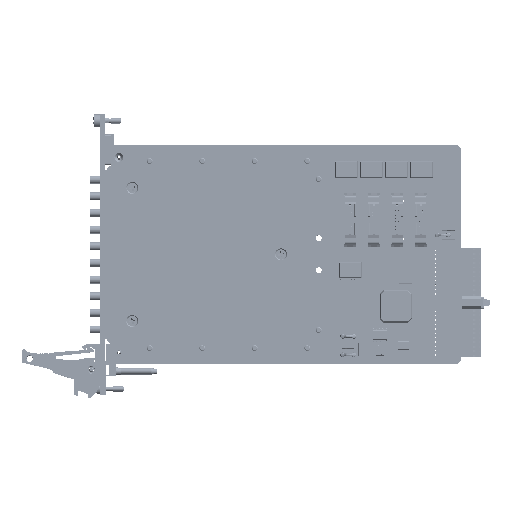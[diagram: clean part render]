
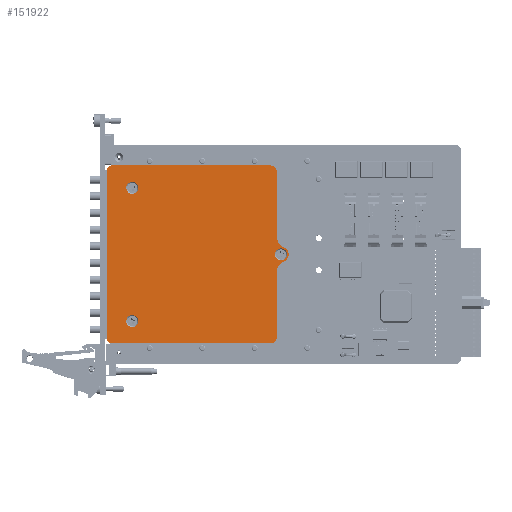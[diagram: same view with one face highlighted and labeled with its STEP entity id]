
A CAD part, top view. The second image highlights one B-rep face of the part: STEP entity #151922.
In plain terms, the highlighted planar face has unit normal (0, 0, 1).
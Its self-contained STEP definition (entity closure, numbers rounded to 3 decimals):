
#349 = VERTEX_POINT ( 'NONE', #103821 ) ;
#381 = VERTEX_POINT ( 'NONE', #103497 ) ;
#519 = VERTEX_POINT ( 'NONE', #27034 ) ;
#532 = VERTEX_POINT ( 'NONE', #26304 ) ;
#650 = VERTEX_POINT ( 'NONE', #26288 ) ;
#669 = VERTEX_POINT ( 'NONE', #26412 ) ;
#713 = VERTEX_POINT ( 'NONE', #26837 ) ;
#2501 = VERTEX_POINT ( 'NONE', #133848 ) ;
#2628 = VERTEX_POINT ( 'NONE', #149685 ) ;
#2679 = VERTEX_POINT ( 'NONE', #149574 ) ;
#2738 = VERTEX_POINT ( 'NONE', #149554 ) ;
#2766 = VERTEX_POINT ( 'NONE', #129094 ) ;
#26288 = CARTESIAN_POINT ( 'NONE',  ( 86.746, 47.056, 14.551 ) ) ;
#26304 = CARTESIAN_POINT ( 'NONE',  ( 83.605, 35.917, 14.551 ) ) ;
#26412 = CARTESIAN_POINT ( 'NONE',  ( 5.954, 82.507, 14.551 ) ) ;
#26837 = CARTESIAN_POINT ( 'NONE',  ( 80.605, 84.507, 14.551 ) ) ;
#27034 = CARTESIAN_POINT ( 'NONE',  ( 7.954, 84.507, 14.551 ) ) ;
#38738 = CARTESIAN_POINT ( 'NONE',  ( 88.194, 43.807, 14.551 ) ) ;
#38740 = CARTESIAN_POINT ( 'NONE',  ( 20.199, 74.245, 14.551 ) ) ;
#38742 = CARTESIAN_POINT ( 'NONE',  ( 20.199, 13.325, 14.551 ) ) ;
#59914 = ORIENTED_EDGE ( 'NONE', *, *, #113016, .F. ) ;
#59917 = ORIENTED_EDGE ( 'NONE', *, *, #113009, .F. ) ;
#59920 = ORIENTED_EDGE ( 'NONE', *, *, #113005, .F. ) ;
#59923 = ORIENTED_EDGE ( 'NONE', *, *, #112998, .T. ) ;
#59926 = ORIENTED_EDGE ( 'NONE', *, *, #112989, .T. ) ;
#59929 = ORIENTED_EDGE ( 'NONE', *, *, #113019, .F. ) ;
#59932 = ORIENTED_EDGE ( 'NONE', *, *, #112963, .F. ) ;
#59935 = ORIENTED_EDGE ( 'NONE', *, *, #112953, .F. ) ;
#59938 = ORIENTED_EDGE ( 'NONE', *, *, #112945, .F. ) ;
#59941 = ORIENTED_EDGE ( 'NONE', *, *, #112938, .F. ) ;
#59944 = ORIENTED_EDGE ( 'NONE', *, *, #113023, .T. ) ;
#59947 = ORIENTED_EDGE ( 'NONE', *, *, #112924, .T. ) ;
#59950 = ORIENTED_EDGE ( 'NONE', *, *, #112918, .T. ) ;
#59953 = ORIENTED_EDGE ( 'NONE', *, *, #113024, .T. ) ;
#59956 = ORIENTED_EDGE ( 'NONE', *, *, #112977, .T. ) ;
#62146 = CIRCLE ( 'NONE', #187163, 2. ) ;
#62150 = LINE ( 'NONE', #243262, #62155 ) ;
#62155 = VECTOR ( 'NONE', #243264, 1000. ) ;
#62165 = LINE ( 'NONE', #243267, #62174 ) ;
#62168 = CIRCLE ( 'NONE', #187168, 5. ) ;
#62174 = VECTOR ( 'NONE', #243277, 1000. ) ;
#62185 = CIRCLE ( 'NONE', #187176, 3.5 ) ;
#62193 = CIRCLE ( 'NONE', #187184, 5. ) ;
#62202 = CIRCLE ( 'NONE', #187197, 2. ) ;
#62215 = CIRCLE ( 'NONE', #187205, 3. ) ;
#62225 = LINE ( 'NONE', #243345, #62230 ) ;
#62230 = VECTOR ( 'NONE', #243348, 1000. ) ;
#62233 = LINE ( 'NONE', #243360, #62248 ) ;
#62235 = CIRCLE ( 'NONE', #187232, 3. ) ;
#62237 = CIRCLE ( 'NONE', #187212, 2.75 ) ;
#62241 = CIRCLE ( 'NONE', #187220, 2.75 ) ;
#62244 = CIRCLE ( 'NONE', #187229, 2.75 ) ;
#62248 = VECTOR ( 'NONE', #243381, 1000. ) ;
#62250 = LINE ( 'NONE', #243373, #62252 ) ;
#62252 = VECTOR ( 'NONE', #243383, 1000. ) ;
#103497 = CARTESIAN_POINT ( 'NONE',  ( 86.746, 40.558, 14.551 ) ) ;
#103821 = CARTESIAN_POINT ( 'NONE',  ( 83.605, 81.507, 14.551 ) ) ;
#112918 = EDGE_CURVE ( 'NONE', #519, #669, #62146, .T. ) ;
#112924 = EDGE_CURVE ( 'NONE', #713, #519, #62150, .T. ) ;
#112938 = EDGE_CURVE ( 'NONE', #349, #2501, #62165, .T. ) ;
#112945 = EDGE_CURVE ( 'NONE', #2501, #650, #62168, .T. ) ;
#112953 = EDGE_CURVE ( 'NONE', #650, #381, #62185, .T. ) ;
#112963 = EDGE_CURVE ( 'NONE', #381, #532, #62193, .T. ) ;
#112977 = EDGE_CURVE ( 'NONE', #2738, #2766, #62202, .T. ) ;
#112989 = EDGE_CURVE ( 'NONE', #2679, #2628, #62215, .T. ) ;
#112998 = EDGE_CURVE ( 'NONE', #2766, #2679, #62225, .T. ) ;
#113005 = EDGE_CURVE ( 'NONE', #221093, #221093, #62237, .T. ) ;
#113009 = EDGE_CURVE ( 'NONE', #221099, #221099, #62241, .T. ) ;
#113016 = EDGE_CURVE ( 'NONE', #221103, #221103, #62244, .T. ) ;
#113019 = EDGE_CURVE ( 'NONE', #532, #2628, #62233, .T. ) ;
#113023 = EDGE_CURVE ( 'NONE', #349, #713, #62235, .T. ) ;
#113024 = EDGE_CURVE ( 'NONE', #669, #2738, #62250, .T. ) ;
#129094 = CARTESIAN_POINT ( 'NONE',  ( 7.954, 3.107, 14.551 ) ) ;
#133848 = CARTESIAN_POINT ( 'NONE',  ( 83.605, 51.698, 14.551 ) ) ;
#147588 = EDGE_LOOP ( 'NONE', ( #59917 ) ) ;
#147590 = EDGE_LOOP ( 'NONE', ( #59914 ) ) ;
#147623 = EDGE_LOOP ( 'NONE', ( #59920 ) ) ;
#147630 = EDGE_LOOP ( 'NONE', ( #59923, #59926, #59929, #59932, #59935, #59938, #59941, #59944, #59947, #59950, #59953, #59956 ) ) ;
#147961 = PLANE ( 'NONE',  #153480 ) ;
#147978 = CARTESIAN_POINT ( 'NONE',  ( 7.954, 82.507, 14.551 ) ) ;
#147980 = DIRECTION ( 'NONE',  ( 0., 0., -1. ) ) ;
#147982 = DIRECTION ( 'NONE',  ( -1., 0., 0. ) ) ;
#149554 = CARTESIAN_POINT ( 'NONE',  ( 5.954, 5.107, 14.551 ) ) ;
#149574 = CARTESIAN_POINT ( 'NONE',  ( 80.605, 3.107, 14.551 ) ) ;
#149685 = CARTESIAN_POINT ( 'NONE',  ( 83.605, 6.107, 14.551 ) ) ;
#151922 = ADVANCED_FACE ( 'NONE', ( #152678, #152683, #152689, #152675 ), #147961, .F. ) ;
#152675 = FACE_OUTER_BOUND ( 'NONE', #147630, .T. ) ;
#152678 = FACE_BOUND ( 'NONE', #147590, .T. ) ;
#152683 = FACE_BOUND ( 'NONE', #147588, .T. ) ;
#152689 = FACE_BOUND ( 'NONE', #147623, .T. ) ;
#153480 = AXIS2_PLACEMENT_3D ( 'NONE', #147978, #147980, #147982 ) ;
#187163 = AXIS2_PLACEMENT_3D ( 'NONE', #243257, #243258, #243260 ) ;
#187168 = AXIS2_PLACEMENT_3D ( 'NONE', #243282, #243284, #243285 ) ;
#187176 = AXIS2_PLACEMENT_3D ( 'NONE', #243294, #243295, #243296 ) ;
#187184 = AXIS2_PLACEMENT_3D ( 'NONE', #243306, #243307, #243309 ) ;
#187197 = AXIS2_PLACEMENT_3D ( 'NONE', #243326, #243327, #243328 ) ;
#187205 = AXIS2_PLACEMENT_3D ( 'NONE', #243338, #243339, #243340 ) ;
#187212 = AXIS2_PLACEMENT_3D ( 'NONE', #243357, #243358, #243359 ) ;
#187220 = AXIS2_PLACEMENT_3D ( 'NONE', #243369, #243370, #243371 ) ;
#187229 = AXIS2_PLACEMENT_3D ( 'NONE', #243377, #243378, #243380 ) ;
#187232 = AXIS2_PLACEMENT_3D ( 'NONE', #243389, #243390, #243391 ) ;
#221093 = VERTEX_POINT ( 'NONE', #38738 ) ;
#221099 = VERTEX_POINT ( 'NONE', #38740 ) ;
#221103 = VERTEX_POINT ( 'NONE', #38742 ) ;
#243257 = CARTESIAN_POINT ( 'NONE',  ( 7.954, 82.507, 14.551 ) ) ;
#243258 = DIRECTION ( 'NONE',  ( 0., 0., 1. ) ) ;
#243260 = DIRECTION ( 'NONE',  ( -1., 0., 0. ) ) ;
#243262 = CARTESIAN_POINT ( 'NONE',  ( 98.654, 84.507, 14.551 ) ) ;
#243264 = DIRECTION ( 'NONE',  ( -1., 0., 0. ) ) ;
#243267 = CARTESIAN_POINT ( 'NONE',  ( 83.605, 84.507, 14.551 ) ) ;
#243277 = DIRECTION ( 'NONE',  ( 0., -1., 0. ) ) ;
#243282 = CARTESIAN_POINT ( 'NONE',  ( 88.605, 51.698, 14.551 ) ) ;
#243284 = DIRECTION ( 'NONE',  ( 0., 0., 1. ) ) ;
#243285 = DIRECTION ( 'NONE',  ( -1., 0., 0. ) ) ;
#243294 = CARTESIAN_POINT ( 'NONE',  ( 85.444, 43.807, 14.551 ) ) ;
#243295 = DIRECTION ( 'NONE',  ( 0., 0., -1. ) ) ;
#243296 = DIRECTION ( 'NONE',  ( 1., 0., 0. ) ) ;
#243306 = CARTESIAN_POINT ( 'NONE',  ( 88.605, 35.917, 14.551 ) ) ;
#243307 = DIRECTION ( 'NONE',  ( 0., 0., 1. ) ) ;
#243309 = DIRECTION ( 'NONE',  ( 1., 0., 0. ) ) ;
#243326 = CARTESIAN_POINT ( 'NONE',  ( 7.954, 5.107, 14.551 ) ) ;
#243327 = DIRECTION ( 'NONE',  ( 0., 0., 1. ) ) ;
#243328 = DIRECTION ( 'NONE',  ( 1., 0., 0. ) ) ;
#243338 = CARTESIAN_POINT ( 'NONE',  ( 80.605, 6.107, 14.551 ) ) ;
#243339 = DIRECTION ( 'NONE',  ( 0., 0., 1. ) ) ;
#243340 = DIRECTION ( 'NONE',  ( -1., 0., 0. ) ) ;
#243345 = CARTESIAN_POINT ( 'NONE',  ( 7.954, 3.107, 14.551 ) ) ;
#243348 = DIRECTION ( 'NONE',  ( 1., 0., 0. ) ) ;
#243357 = CARTESIAN_POINT ( 'NONE',  ( 85.444, 43.807, 14.551 ) ) ;
#243358 = DIRECTION ( 'NONE',  ( 0., 0., 1. ) ) ;
#243359 = DIRECTION ( 'NONE',  ( 1., 0., 0. ) ) ;
#243360 = CARTESIAN_POINT ( 'NONE',  ( 83.605, 35.917, 14.551 ) ) ;
#243369 = CARTESIAN_POINT ( 'NONE',  ( 17.449, 74.245, 14.551 ) ) ;
#243370 = DIRECTION ( 'NONE',  ( 0., 0., 1. ) ) ;
#243371 = DIRECTION ( 'NONE',  ( 1., 0., 0. ) ) ;
#243373 = CARTESIAN_POINT ( 'NONE',  ( 5.954, 82.507, 14.551 ) ) ;
#243377 = CARTESIAN_POINT ( 'NONE',  ( 17.449, 13.325, 14.551 ) ) ;
#243378 = DIRECTION ( 'NONE',  ( 0., 0., 1. ) ) ;
#243380 = DIRECTION ( 'NONE',  ( 1., 0., 0. ) ) ;
#243381 = DIRECTION ( 'NONE',  ( 0., -1., 0. ) ) ;
#243383 = DIRECTION ( 'NONE',  ( 0., -1., 0. ) ) ;
#243389 = CARTESIAN_POINT ( 'NONE',  ( 80.605, 81.507, 14.551 ) ) ;
#243390 = DIRECTION ( 'NONE',  ( 0., 0., 1. ) ) ;
#243391 = DIRECTION ( 'NONE',  ( -1., 0., 0. ) ) ;
